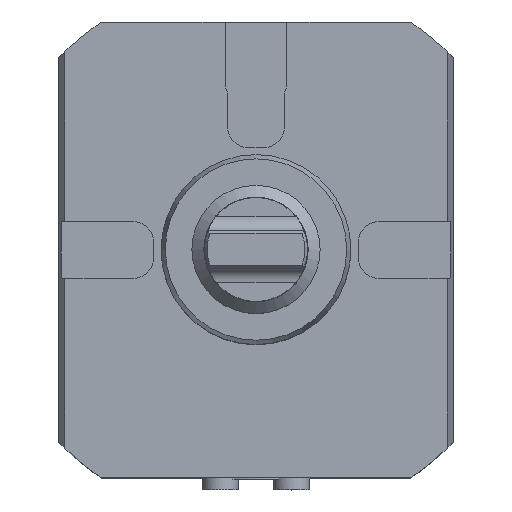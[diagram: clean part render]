
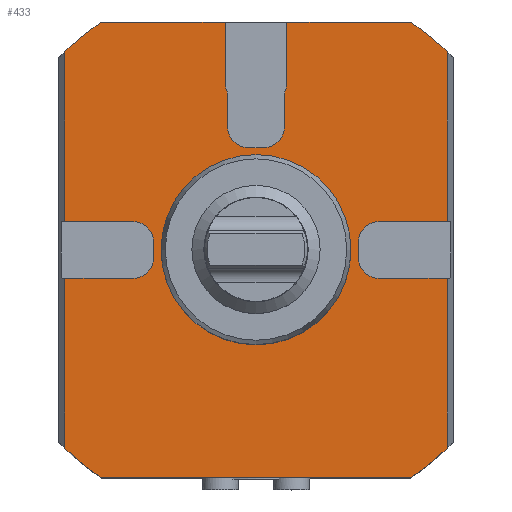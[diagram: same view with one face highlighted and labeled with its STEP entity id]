
A CAD part, top view. The second image highlights one B-rep face of the part: STEP entity #433.
In plain terms, the highlighted planar face has unit normal (0, 0, 1).
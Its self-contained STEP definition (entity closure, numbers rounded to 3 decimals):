
#134=LINE('',#2581,#240);
#137=LINE('',#2587,#243);
#140=LINE('',#2595,#246);
#149=LINE('',#2622,#255);
#151=LINE('',#2628,#257);
#154=LINE('',#2636,#260);
#157=LINE('',#2644,#263);
#161=LINE('',#2654,#267);
#166=LINE('',#2669,#272);
#171=LINE('',#2681,#277);
#174=LINE('',#2687,#280);
#175=LINE('',#2691,#281);
#177=LINE('',#2699,#283);
#178=LINE('',#2701,#284);
#180=LINE('',#2709,#286);
#185=LINE('',#2730,#291);
#186=LINE('',#2731,#292);
#187=LINE('',#2736,#293);
#240=VECTOR('',#1922,1.);
#243=VECTOR('',#1927,1.);
#246=VECTOR('',#1936,1.);
#255=VECTOR('',#1957,1.);
#257=VECTOR('',#1965,1.);
#260=VECTOR('',#1974,1.);
#263=VECTOR('',#1983,1.);
#267=VECTOR('',#1993,1.);
#272=VECTOR('',#2006,1.);
#277=VECTOR('',#2017,1.);
#280=VECTOR('',#2022,1.);
#281=VECTOR('',#2029,1.);
#283=VECTOR('',#2035,1.);
#284=VECTOR('',#2038,1.);
#286=VECTOR('',#2044,1.);
#291=VECTOR('',#2063,1.);
#292=VECTOR('',#2064,1.);
#293=VECTOR('',#2069,1.);
#356=PLANE('',#1680);
#433=ADVANCED_FACE('',(#617,#618),#356,.T.);
#505=CIRCLE('',#1577,20.);
#533=CIRCLE('',#1630,4.5);
#534=CIRCLE('',#1634,4.5);
#539=CIRCLE('',#1643,6.5);
#540=CIRCLE('',#1646,4.5);
#541=CIRCLE('',#1649,4.5);
#542=CIRCLE('',#1652,6.5);
#545=CIRCLE('',#1659,4.5);
#546=CIRCLE('',#1663,4.5);
#551=CIRCLE('',#1676,58.);
#552=CIRCLE('',#1677,58.);
#553=CIRCLE('',#1678,58.);
#554=CIRCLE('',#1679,58.);
#617=FACE_BOUND('',#713,.T.);
#618=FACE_BOUND('',#714,.T.);
#713=EDGE_LOOP('',(#988,#989,#990,#991,#992,#993,#994,#995,#996,#997,#998,
#999,#1000,#1001,#1002,#1003,#1004,#1005,#1006,#1007,#1008,#1009,#1010,
#1011,#1012,#1013,#1014,#1015,#1016,#1017));
#714=EDGE_LOOP('',(#1018));
#988=ORIENTED_EDGE('',*,*,#1378,.F.);
#989=ORIENTED_EDGE('',*,*,#1380,.F.);
#990=ORIENTED_EDGE('',*,*,#1382,.F.);
#991=ORIENTED_EDGE('',*,*,#1372,.F.);
#992=ORIENTED_EDGE('',*,*,#1375,.F.);
#993=ORIENTED_EDGE('',*,*,#1438,.F.);
#994=ORIENTED_EDGE('',*,*,#1447,.T.);
#995=ORIENTED_EDGE('',*,*,#1448,.T.);
#996=ORIENTED_EDGE('',*,*,#1395,.F.);
#997=ORIENTED_EDGE('',*,*,#1396,.F.);
#998=ORIENTED_EDGE('',*,*,#1398,.F.);
#999=ORIENTED_EDGE('',*,*,#1400,.F.);
#1000=ORIENTED_EDGE('',*,*,#1402,.F.);
#1001=ORIENTED_EDGE('',*,*,#1404,.F.);
#1002=ORIENTED_EDGE('',*,*,#1406,.F.);
#1003=ORIENTED_EDGE('',*,*,#1408,.F.);
#1004=ORIENTED_EDGE('',*,*,#1411,.F.);
#1005=ORIENTED_EDGE('',*,*,#1449,.T.);
#1006=ORIENTED_EDGE('',*,*,#1450,.T.);
#1007=ORIENTED_EDGE('',*,*,#1429,.T.);
#1008=ORIENTED_EDGE('',*,*,#1427,.F.);
#1009=ORIENTED_EDGE('',*,*,#1428,.F.);
#1010=ORIENTED_EDGE('',*,*,#1418,.F.);
#1011=ORIENTED_EDGE('',*,*,#1421,.F.);
#1012=ORIENTED_EDGE('',*,*,#1424,.F.);
#1013=ORIENTED_EDGE('',*,*,#1433,.T.);
#1014=ORIENTED_EDGE('',*,*,#1451,.T.);
#1015=ORIENTED_EDGE('',*,*,#1452,.T.);
#1016=ORIENTED_EDGE('',*,*,#1453,.T.);
#1017=ORIENTED_EDGE('',*,*,#1434,.F.);
#1018=ORIENTED_EDGE('',*,*,#1312,.T.);
#1168=VERTEX_POINT('',#2442);
#1217=VERTEX_POINT('',#2576);
#1218=VERTEX_POINT('',#2577);
#1219=VERTEX_POINT('',#2582);
#1220=VERTEX_POINT('',#2586);
#1221=VERTEX_POINT('',#2588);
#1222=VERTEX_POINT('',#2592);
#1233=VERTEX_POINT('',#2619);
#1234=VERTEX_POINT('',#2621);
#1235=VERTEX_POINT('',#2625);
#1236=VERTEX_POINT('',#2629);
#1237=VERTEX_POINT('',#2633);
#1238=VERTEX_POINT('',#2637);
#1239=VERTEX_POINT('',#2641);
#1240=VERTEX_POINT('',#2645);
#1241=VERTEX_POINT('',#2649);
#1242=VERTEX_POINT('',#2653);
#1249=VERTEX_POINT('',#2670);
#1250=VERTEX_POINT('',#2671);
#1251=VERTEX_POINT('',#2676);
#1252=VERTEX_POINT('',#2680);
#1253=VERTEX_POINT('',#2684);
#1254=VERTEX_POINT('',#2686);
#1255=VERTEX_POINT('',#2692);
#1258=VERTEX_POINT('',#2698);
#1259=VERTEX_POINT('',#2702);
#1262=VERTEX_POINT('',#2708);
#1271=VERTEX_POINT('',#2729);
#1272=VERTEX_POINT('',#2732);
#1273=VERTEX_POINT('',#2735);
#1274=VERTEX_POINT('',#2737);
#1312=EDGE_CURVE('',#1168,#1168,#505,.T.);
#1372=EDGE_CURVE('',#1217,#1218,#533,.T.);
#1375=EDGE_CURVE('',#1219,#1217,#134,.T.);
#1378=EDGE_CURVE('',#1220,#1221,#137,.T.);
#1380=EDGE_CURVE('',#1222,#1220,#534,.T.);
#1382=EDGE_CURVE('',#1218,#1222,#140,.T.);
#1395=EDGE_CURVE('',#1234,#1233,#149,.T.);
#1396=EDGE_CURVE('',#1235,#1234,#539,.T.);
#1398=EDGE_CURVE('',#1236,#1235,#151,.T.);
#1400=EDGE_CURVE('',#1237,#1236,#540,.T.);
#1402=EDGE_CURVE('',#1238,#1237,#154,.T.);
#1404=EDGE_CURVE('',#1239,#1238,#541,.T.);
#1406=EDGE_CURVE('',#1240,#1239,#157,.T.);
#1408=EDGE_CURVE('',#1241,#1240,#542,.T.);
#1411=EDGE_CURVE('',#1242,#1241,#161,.T.);
#1418=EDGE_CURVE('',#1249,#1250,#166,.T.);
#1421=EDGE_CURVE('',#1251,#1249,#545,.T.);
#1424=EDGE_CURVE('',#1252,#1251,#171,.T.);
#1427=EDGE_CURVE('',#1254,#1253,#174,.T.);
#1428=EDGE_CURVE('',#1250,#1254,#546,.T.);
#1429=EDGE_CURVE('',#1255,#1253,#175,.T.);
#1433=EDGE_CURVE('',#1252,#1258,#177,.T.);
#1434=EDGE_CURVE('',#1221,#1259,#178,.T.);
#1438=EDGE_CURVE('',#1262,#1219,#180,.T.);
#1447=EDGE_CURVE('',#1262,#1271,#551,.T.);
#1448=EDGE_CURVE('',#1271,#1233,#185,.T.);
#1449=EDGE_CURVE('',#1242,#1272,#186,.T.);
#1450=EDGE_CURVE('',#1272,#1255,#552,.T.);
#1451=EDGE_CURVE('',#1258,#1273,#553,.T.);
#1452=EDGE_CURVE('',#1273,#1274,#187,.T.);
#1453=EDGE_CURVE('',#1274,#1259,#554,.T.);
#1577=AXIS2_PLACEMENT_3D('',#2441,#1778,#1779);
#1630=AXIS2_PLACEMENT_3D('',#2575,#1916,#1917);
#1634=AXIS2_PLACEMENT_3D('',#2591,#1931,#1932);
#1643=AXIS2_PLACEMENT_3D('',#2624,#1960,#1961);
#1646=AXIS2_PLACEMENT_3D('',#2632,#1969,#1970);
#1649=AXIS2_PLACEMENT_3D('',#2640,#1978,#1979);
#1652=AXIS2_PLACEMENT_3D('',#2648,#1987,#1988);
#1659=AXIS2_PLACEMENT_3D('',#2675,#2011,#2012);
#1663=AXIS2_PLACEMENT_3D('',#2689,#2025,#2026);
#1676=AXIS2_PLACEMENT_3D('',#2728,#2061,#2062);
#1677=AXIS2_PLACEMENT_3D('',#2733,#2065,#2066);
#1678=AXIS2_PLACEMENT_3D('',#2734,#2067,#2068);
#1679=AXIS2_PLACEMENT_3D('',#2738,#2070,#2071);
#1680=AXIS2_PLACEMENT_3D('',#2739,#2072,#2073);
#1778=DIRECTION('',(0.,0.,-1.));
#1779=DIRECTION('',(0.,1.,0.));
#1916=DIRECTION('',(0.,0.,1.));
#1917=DIRECTION('',(0.,1.,0.));
#1922=DIRECTION('',(-1.,0.,0.));
#1927=DIRECTION('',(1.,0.,0.));
#1931=DIRECTION('',(0.,0.,1.));
#1932=DIRECTION('',(0.,1.,0.));
#1936=DIRECTION('',(0.,-1.,0.));
#1957=DIRECTION('',(0.,1.,0.));
#1960=DIRECTION('',(0.,0.,1.));
#1961=DIRECTION('',(0.,1.,0.));
#1965=DIRECTION('',(0.,1.,0.));
#1969=DIRECTION('',(0.,0.,1.));
#1970=DIRECTION('',(0.,1.,0.));
#1974=DIRECTION('',(1.,0.,0.));
#1978=DIRECTION('',(0.,0.,1.));
#1979=DIRECTION('',(0.,1.,0.));
#1983=DIRECTION('',(0.,-1.,0.));
#1987=DIRECTION('',(0.,0.,1.));
#1988=DIRECTION('',(0.,1.,0.));
#1993=DIRECTION('',(0.,-1.,0.));
#2006=DIRECTION('',(0.,1.,0.));
#2011=DIRECTION('',(0.,0.,1.));
#2012=DIRECTION('',(0.,1.,0.));
#2017=DIRECTION('',(1.,0.,0.));
#2022=DIRECTION('',(-1.,0.,0.));
#2025=DIRECTION('',(0.,0.,1.));
#2026=DIRECTION('',(0.,-1.,0.));
#2029=DIRECTION('',(0.,-1.,0.));
#2035=DIRECTION('',(0.,-1.,0.));
#2038=DIRECTION('',(0.,-1.,0.));
#2044=DIRECTION('',(0.,-1.,0.));
#2061=DIRECTION('',(0.,0.,1.));
#2062=DIRECTION('',(0.,1.,0.));
#2063=DIRECTION('',(-1.,0.,0.));
#2064=DIRECTION('',(-1.,0.,0.));
#2065=DIRECTION('',(0.,0.,1.));
#2066=DIRECTION('',(0.,1.,0.));
#2067=DIRECTION('',(0.,0.,1.));
#2068=DIRECTION('',(0.,1.,0.));
#2069=DIRECTION('',(1.,0.,0.));
#2070=DIRECTION('',(0.,0.,1.));
#2071=DIRECTION('',(0.,1.,0.));
#2072=DIRECTION('',(0.,0.,1.));
#2073=DIRECTION('',(0.,-1.,0.));
#2441=CARTESIAN_POINT('',(0.,0.,0.));
#2442=CARTESIAN_POINT('',(0.,20.,0.));
#2575=CARTESIAN_POINT('',(26.,1.5,0.));
#2576=CARTESIAN_POINT('',(26.,6.,0.));
#2577=CARTESIAN_POINT('',(21.5,1.5,0.));
#2581=CARTESIAN_POINT('',(44.067,6.,0.));
#2582=CARTESIAN_POINT('',(40.266,6.,0.));
#2586=CARTESIAN_POINT('',(26.,-6.,0.));
#2587=CARTESIAN_POINT('',(26.,-6.,0.));
#2588=CARTESIAN_POINT('',(40.266,-6.,0.));
#2591=CARTESIAN_POINT('',(26.,-1.5,0.));
#2592=CARTESIAN_POINT('',(21.5,-1.5,0.));
#2595=CARTESIAN_POINT('',(21.5,1.5,0.));
#2619=CARTESIAN_POINT('',(6.5,48.,0.));
#2621=CARTESIAN_POINT('',(6.5,35.5,0.));
#2622=CARTESIAN_POINT('',(6.5,35.5,0.));
#2624=CARTESIAN_POINT('',(0.,35.5,0.));
#2625=CARTESIAN_POINT('',(6.,33.,0.));
#2628=CARTESIAN_POINT('',(6.,26.,0.));
#2629=CARTESIAN_POINT('',(6.,26.,0.));
#2632=CARTESIAN_POINT('',(1.5,26.,0.));
#2633=CARTESIAN_POINT('',(1.5,21.5,0.));
#2636=CARTESIAN_POINT('',(-1.5,21.5,0.));
#2637=CARTESIAN_POINT('',(-1.5,21.5,0.));
#2640=CARTESIAN_POINT('',(-1.5,26.,0.));
#2641=CARTESIAN_POINT('',(-6.,26.,0.));
#2644=CARTESIAN_POINT('',(-6.,33.,0.));
#2645=CARTESIAN_POINT('',(-6.,33.,0.));
#2648=CARTESIAN_POINT('',(0.,35.5,0.));
#2649=CARTESIAN_POINT('',(-6.5,35.5,0.));
#2653=CARTESIAN_POINT('',(-6.5,48.,0.));
#2654=CARTESIAN_POINT('',(-6.5,52.804,0.));
#2669=CARTESIAN_POINT('',(-21.5,-1.5,0.));
#2670=CARTESIAN_POINT('',(-21.5,-1.5,0.));
#2671=CARTESIAN_POINT('',(-21.5,1.5,0.));
#2675=CARTESIAN_POINT('',(-26.,-1.5,0.));
#2676=CARTESIAN_POINT('',(-26.,-6.,0.));
#2680=CARTESIAN_POINT('',(-40.266,-6.,0.));
#2681=CARTESIAN_POINT('',(-44.081,-6.,0.));
#2684=CARTESIAN_POINT('',(-40.266,6.,0.));
#2686=CARTESIAN_POINT('',(-26.,6.,0.));
#2687=CARTESIAN_POINT('',(-26.,6.,0.));
#2689=CARTESIAN_POINT('',(-26.,1.5,0.));
#2691=CARTESIAN_POINT('',(-40.266,139.119,0.));
#2692=CARTESIAN_POINT('',(-40.266,41.745,0.));
#2698=CARTESIAN_POINT('',(-40.266,-41.745,0.));
#2699=CARTESIAN_POINT('',(-40.266,139.119,0.));
#2701=CARTESIAN_POINT('',(40.266,0.,0.));
#2702=CARTESIAN_POINT('',(40.266,-41.745,0.));
#2708=CARTESIAN_POINT('',(40.266,41.745,0.));
#2709=CARTESIAN_POINT('',(40.266,0.,0.));
#2728=CARTESIAN_POINT('',(0.,0.,0.));
#2729=CARTESIAN_POINT('',(32.558,48.,0.));
#2730=CARTESIAN_POINT('',(-32.558,48.,0.));
#2731=CARTESIAN_POINT('',(-32.558,48.,0.));
#2732=CARTESIAN_POINT('',(-32.558,48.,0.));
#2733=CARTESIAN_POINT('',(0.,0.,0.));
#2734=CARTESIAN_POINT('',(0.,0.,0.));
#2735=CARTESIAN_POINT('',(-32.558,-48.,0.));
#2736=CARTESIAN_POINT('',(32.558,-48.,0.));
#2737=CARTESIAN_POINT('',(32.558,-48.,0.));
#2738=CARTESIAN_POINT('',(0.,0.,0.));
#2739=CARTESIAN_POINT('',(0.,0.,0.));
